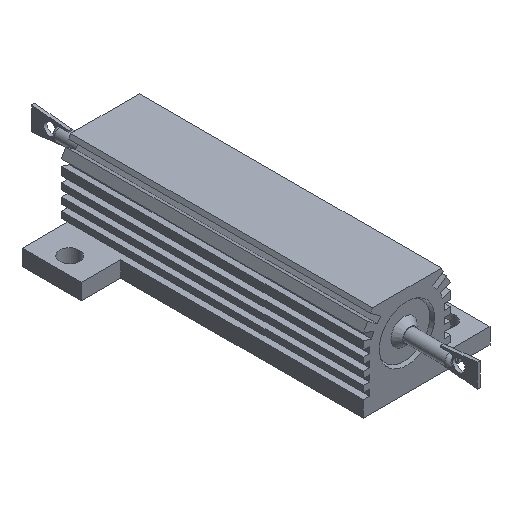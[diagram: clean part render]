
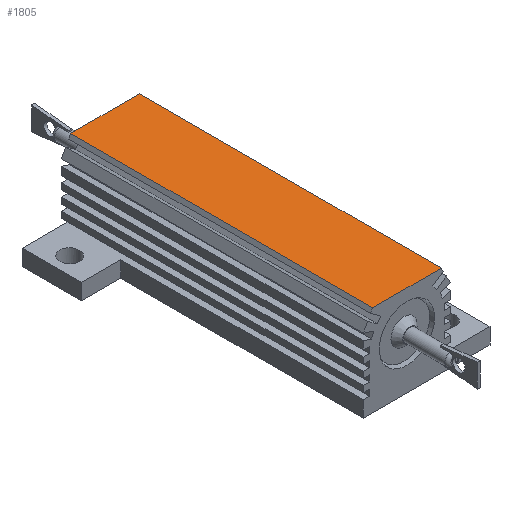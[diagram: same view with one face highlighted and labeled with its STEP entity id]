
A CAD part, isometric view. The second image highlights one B-rep face of the part: STEP entity #1805.
In plain terms, the highlighted planar face has unit normal (0, 0, 1).
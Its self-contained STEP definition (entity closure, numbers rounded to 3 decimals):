
#143=FACE_OUTER_BOUND('',#251,.T.);
#251=EDGE_LOOP('',(#1362,#1363,#1364,#1365));
#413=LINE('',#2755,#625);
#436=LINE('',#2825,#648);
#437=LINE('',#2827,#649);
#438=LINE('',#2828,#650);
#625=VECTOR('',#2167,49.1);
#648=VECTOR('',#2234,11.17);
#649=VECTOR('',#2235,11.17);
#650=VECTOR('',#2236,49.1);
#821=VERTEX_POINT('',#2752);
#822=VERTEX_POINT('',#2754);
#847=VERTEX_POINT('',#2824);
#848=VERTEX_POINT('',#2826);
#1023=EDGE_CURVE('',#822,#821,#413,.T.);
#1056=EDGE_CURVE('',#822,#847,#436,.T.);
#1057=EDGE_CURVE('',#848,#821,#437,.T.);
#1058=EDGE_CURVE('',#848,#847,#438,.T.);
#1362=ORIENTED_EDGE('',*,*,#1056,.F.);
#1363=ORIENTED_EDGE('',*,*,#1023,.T.);
#1364=ORIENTED_EDGE('',*,*,#1057,.F.);
#1365=ORIENTED_EDGE('',*,*,#1058,.T.);
#1717=PLANE('',#1923);
#1805=ADVANCED_FACE('',(#143),#1717,.F.);
#1923=AXIS2_PLACEMENT_3D('',#2823,#2232,#2233);
#2167=DIRECTION('',(0.,1.,0.));
#2232=DIRECTION('center_axis',(0.,0.,
-1.));
#2233=DIRECTION('ref_axis',(1.,0.,0.));
#2234=DIRECTION('',(-1.,0.,0.));
#2235=DIRECTION('',(1.,0.,0.));
#2236=DIRECTION('',(0.,-1.,0.));
#2752=CARTESIAN_POINT('',(16.285,4.45,14.8));
#2754=CARTESIAN_POINT('',(16.285,-44.65,14.8));
#2755=CARTESIAN_POINT('',(16.285,-20.1,14.8));
#2823=CARTESIAN_POINT('Origin',(10.7,-20.1,14.8));
#2824=CARTESIAN_POINT('',(5.115,-44.65,14.8));
#2825=CARTESIAN_POINT('',(10.7,-44.65,14.8));
#2826=CARTESIAN_POINT('',(5.115,4.45,14.8));
#2827=CARTESIAN_POINT('',(10.7,4.45,14.8));
#2828=CARTESIAN_POINT('',(5.115,-20.1,14.8));
